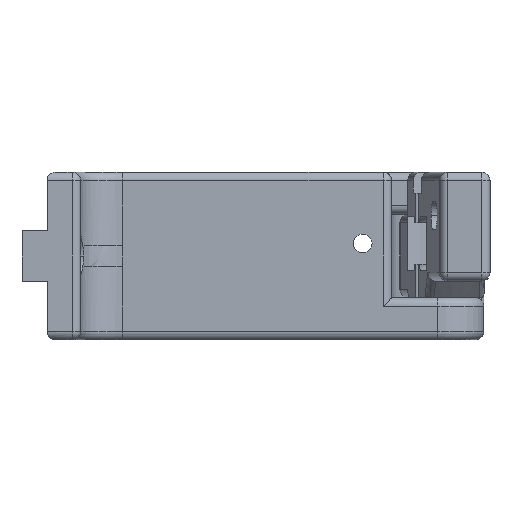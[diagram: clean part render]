
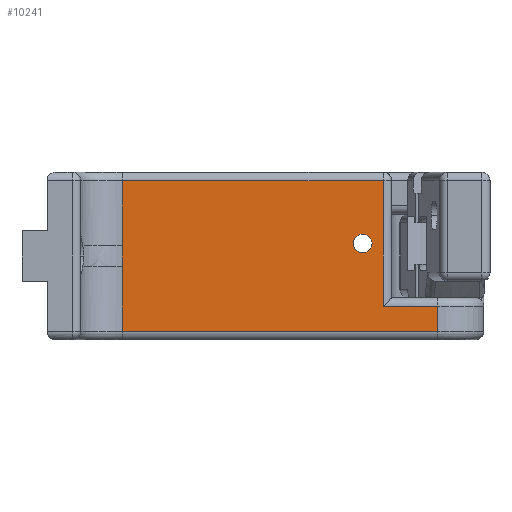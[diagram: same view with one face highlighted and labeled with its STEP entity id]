
A CAD part, front view. The second image highlights one B-rep face of the part: STEP entity #10241.
In plain terms, the highlighted planar face has unit normal (0, -1, 0).
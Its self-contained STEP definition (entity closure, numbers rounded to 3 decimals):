
#71 = ORIENTED_EDGE ( 'NONE', *, *, #5004, .T. ) ;
#139 = CARTESIAN_POINT ( 'NONE',  ( 6.55, -21., 11.5 ) ) ;
#232 = EDGE_CURVE ( 'NONE', #10643, #4001, #8141, .T. ) ;
#429 = DIRECTION ( 'NONE',  ( 0., 0., -1. ) ) ;
#636 = CARTESIAN_POINT ( 'NONE',  ( 6.55, -21., 11.5 ) ) ;
#642 = CARTESIAN_POINT ( 'NONE',  ( -22.15, -21., 11.249 ) ) ;
#761 = EDGE_CURVE ( 'NONE', #3271, #7579, #2516, .T. ) ;
#1224 = EDGE_CURVE ( 'NONE', #4148, #10680, #4926, .T. ) ;
#1248 = EDGE_LOOP ( 'NONE', ( #8327, #4321 ) ) ;
#1340 = DIRECTION ( 'NONE',  ( 0., 0., -1. ) ) ;
#1431 = CARTESIAN_POINT ( 'NONE',  ( 15.5, -21., 1. ) ) ;
#1557 = DIRECTION ( 'NONE',  ( -1., 0., 0. ) ) ;
#1685 = CARTESIAN_POINT ( 'NONE',  ( 5.425, -21., 11.5 ) ) ;
#1738 = VERTEX_POINT ( 'NONE', #1685 ) ;
#1762 = DIRECTION ( 'NONE',  ( 0., 0., -1. ) ) ;
#1834 = ORIENTED_EDGE ( 'NONE', *, *, #4646, .T. ) ;
#1979 = DIRECTION ( 'NONE',  ( 0., 0., 1. ) ) ;
#2006 = VECTOR ( 'NONE', #5979, 1000. ) ;
#2491 = VECTOR ( 'NONE', #1340, 1000. ) ;
#2516 = LINE ( 'NONE', #5899, #2006 ) ;
#2546 = DIRECTION ( 'NONE',  ( 0., 1., 0. ) ) ;
#2576 = CARTESIAN_POINT ( 'NONE',  ( 15.5, -21., 1. ) ) ;
#2865 = CARTESIAN_POINT ( 'NONE',  ( 9., -21., 19. ) ) ;
#2936 = VECTOR ( 'NONE', #3914, 1000. ) ;
#3017 = CARTESIAN_POINT ( 'NONE',  ( -22.15, -21., 19. ) ) ;
#3212 = CARTESIAN_POINT ( 'NONE',  ( 9., -21., 4. ) ) ;
#3271 = VERTEX_POINT ( 'NONE', #7010 ) ;
#3377 = CARTESIAN_POINT ( 'NONE',  ( -22.15, -21., 11.249 ) ) ;
#3449 = CARTESIAN_POINT ( 'NONE',  ( -22.15, -21., 9.167 ) ) ;
#3572 = EDGE_CURVE ( 'NONE', #3271, #4026, #6748, .T. ) ;
#3815 = ORIENTED_EDGE ( 'NONE', *, *, #6626, .T. ) ;
#3826 = EDGE_LOOP ( 'NONE', ( #5906, #9525, #71, #4377, #3815, #6710, #1834, #4460 ) ) ;
#3914 = DIRECTION ( 'NONE',  ( -1., 0., 0. ) ) ;
#4001 = VERTEX_POINT ( 'NONE', #3017 ) ;
#4026 = VERTEX_POINT ( 'NONE', #1431 ) ;
#4042 = DIRECTION ( 'NONE',  ( -1., 0., 0. ) ) ;
#4148 = VERTEX_POINT ( 'NONE', #642 ) ;
#4210 = CIRCLE ( 'NONE', #6407, 1.125 ) ;
#4250 = EDGE_CURVE ( 'NONE', #1738, #5060, #4210, .T. ) ;
#4321 = ORIENTED_EDGE ( 'NONE', *, *, #9517, .T. ) ;
#4377 = ORIENTED_EDGE ( 'NONE', *, *, #232, .T. ) ;
#4393 = DIRECTION ( 'NONE',  ( -1., 0., 0. ) ) ;
#4395 = FACE_BOUND ( 'NONE', #1248, .T. ) ;
#4397 = CARTESIAN_POINT ( 'NONE',  ( -22.15, -21., 0. ) ) ;
#4460 = ORIENTED_EDGE ( 'NONE', *, *, #10348, .T. ) ;
#4646 = EDGE_CURVE ( 'NONE', #10680, #10891, #7155, .T. ) ;
#4773 = VECTOR ( 'NONE', #1762, 1000. ) ;
#4926 = B_SPLINE_CURVE_WITH_KNOTS ( 'NONE', 3,
 ( #3377, #5172, #7710, #9317, #3449, #5096 ),
 .UNSPECIFIED., .F., .F.,
 ( 4, 2, 4 ),
 ( 0., 0.001, 0.003 ),
 .UNSPECIFIED. ) ;
#5004 = EDGE_CURVE ( 'NONE', #7579, #10643, #5806, .T. ) ;
#5024 = LINE ( 'NONE', #4397, #4773 ) ;
#5060 = VERTEX_POINT ( 'NONE', #5502 ) ;
#5096 = CARTESIAN_POINT ( 'NONE',  ( -22.15, -21., 8.751 ) ) ;
#5099 = PLANE ( 'NONE',  #6035 ) ;
#5172 = CARTESIAN_POINT ( 'NONE',  ( -22.15, -21., 10.832 ) ) ;
#5502 = CARTESIAN_POINT ( 'NONE',  ( 7.675, -21., 11.5 ) ) ;
#5806 = LINE ( 'NONE', #10393, #7393 ) ;
#5899 = CARTESIAN_POINT ( 'NONE',  ( 10., -21., 4. ) ) ;
#5906 = ORIENTED_EDGE ( 'NONE', *, *, #3572, .F. ) ;
#5979 = DIRECTION ( 'NONE',  ( -1., 0., 0. ) ) ;
#6035 = AXIS2_PLACEMENT_3D ( 'NONE', #8429, #2546, #1557 ) ;
#6220 = CARTESIAN_POINT ( 'NONE',  ( -22.15, -21., 8.751 ) ) ;
#6407 = AXIS2_PLACEMENT_3D ( 'NONE', #139, #6969, #4393 ) ;
#6626 = EDGE_CURVE ( 'NONE', #4001, #4148, #5024, .T. ) ;
#6710 = ORIENTED_EDGE ( 'NONE', *, *, #1224, .T. ) ;
#6748 = LINE ( 'NONE', #7313, #2491 ) ;
#6824 = AXIS2_PLACEMENT_3D ( 'NONE', #636, #7379, #4042 ) ;
#6969 = DIRECTION ( 'NONE',  ( 0., 1., 0. ) ) ;
#7010 = CARTESIAN_POINT ( 'NONE',  ( 15.5, -21., 4. ) ) ;
#7035 = CIRCLE ( 'NONE', #6824, 1.125 ) ;
#7096 = LINE ( 'NONE', #2576, #9476 ) ;
#7155 = LINE ( 'NONE', #9737, #9555 ) ;
#7313 = CARTESIAN_POINT ( 'NONE',  ( 15.5, -21., 5. ) ) ;
#7379 = DIRECTION ( 'NONE',  ( 0., 1., 0. ) ) ;
#7393 = VECTOR ( 'NONE', #1979, 1000. ) ;
#7579 = VERTEX_POINT ( 'NONE', #3212 ) ;
#7710 = CARTESIAN_POINT ( 'NONE',  ( -22.186, -21., 10.416 ) ) ;
#8141 = LINE ( 'NONE', #9021, #2936 ) ;
#8179 = CARTESIAN_POINT ( 'NONE',  ( -22.15, -21., 1. ) ) ;
#8327 = ORIENTED_EDGE ( 'NONE', *, *, #4250, .T. ) ;
#8429 = CARTESIAN_POINT ( 'NONE',  ( 15.5, -21., 5. ) ) ;
#9021 = CARTESIAN_POINT ( 'NONE',  ( -22.15, -21., 19. ) ) ;
#9317 = CARTESIAN_POINT ( 'NONE',  ( -22.186, -21., 9.583 ) ) ;
#9397 = DIRECTION ( 'NONE',  ( 1., 0., 0. ) ) ;
#9476 = VECTOR ( 'NONE', #9397, 1000. ) ;
#9517 = EDGE_CURVE ( 'NONE', #5060, #1738, #7035, .T. ) ;
#9525 = ORIENTED_EDGE ( 'NONE', *, *, #761, .T. ) ;
#9555 = VECTOR ( 'NONE', #429, 1000. ) ;
#9737 = CARTESIAN_POINT ( 'NONE',  ( -22.15, -21., 0. ) ) ;
#10241 = ADVANCED_FACE ( 'NONE', ( #4395, #10945 ), #5099, .F. ) ;
#10348 = EDGE_CURVE ( 'NONE', #10891, #4026, #7096, .T. ) ;
#10393 = CARTESIAN_POINT ( 'NONE',  ( 9., -21., 5. ) ) ;
#10643 = VERTEX_POINT ( 'NONE', #2865 ) ;
#10680 = VERTEX_POINT ( 'NONE', #6220 ) ;
#10891 = VERTEX_POINT ( 'NONE', #8179 ) ;
#10945 = FACE_OUTER_BOUND ( 'NONE', #3826, .T. ) ;
